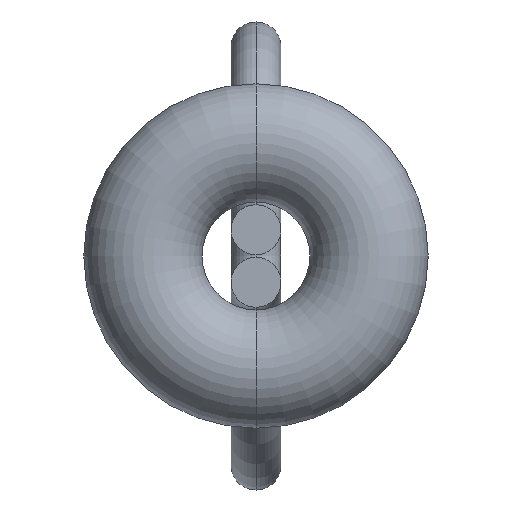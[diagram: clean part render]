
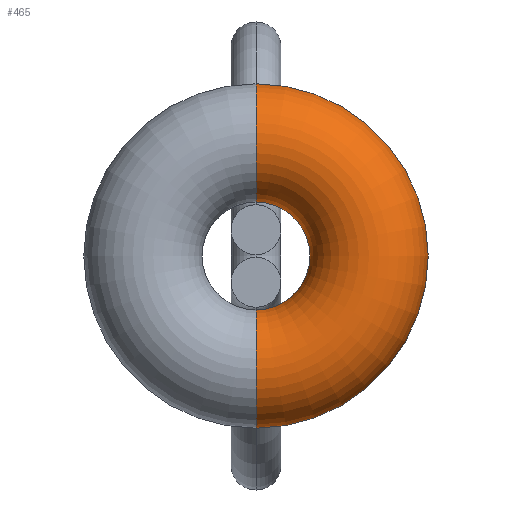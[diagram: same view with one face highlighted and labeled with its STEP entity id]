
A CAD part, front view. The second image highlights one B-rep face of the part: STEP entity #465.
In plain terms, the highlighted toroidal (fillet/blend) face has major radius 0.86 mm and minor radius 0.45 mm.
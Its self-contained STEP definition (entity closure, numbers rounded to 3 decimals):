
#10 = EDGE_LOOP ( 'NONE', ( #838, #904, #673, #612 ) ) ;
#20 = CARTESIAN_POINT ( 'NONE',  ( 0., 1.675, 0.86 ) ) ;
#48 = VERTEX_POINT ( 'NONE', #260 ) ;
#71 = VERTEX_POINT ( 'NONE', #482 ) ;
#141 = AXIS2_PLACEMENT_3D ( 'NONE', #350, #293, #846 ) ;
#159 = CIRCLE ( 'NONE', #689, 0.41 ) ;
#171 = DIRECTION ( 'NONE',  ( 0., 0., -1. ) ) ;
#175 = EDGE_CURVE ( 'NONE', #799, #71, #575, .T. ) ;
#186 = DIRECTION ( 'NONE',  ( 0., -1., 0. ) ) ;
#198 = DIRECTION ( 'NONE',  ( 0., 0., -1. ) ) ;
#202 = CARTESIAN_POINT ( 'NONE',  ( 0., 1.675, 0. ) ) ;
#245 = DIRECTION ( 'NONE',  ( 1., 0., 0. ) ) ;
#260 = CARTESIAN_POINT ( 'NONE',  ( 0., 1.675, -0.41 ) ) ;
#278 = AXIS2_PLACEMENT_3D ( 'NONE', #202, #616, #552 ) ;
#293 = DIRECTION ( 'NONE',  ( -1., 0., 0. ) ) ;
#299 = AXIS2_PLACEMENT_3D ( 'NONE', #20, #245, #171 ) ;
#303 = EDGE_CURVE ( 'NONE', #799, #48, #544, .T. ) ;
#327 = FACE_OUTER_BOUND ( 'NONE', #10, .T. ) ;
#350 = CARTESIAN_POINT ( 'NONE',  ( 0., 1.675, -0.86 ) ) ;
#383 = DIRECTION ( 'NONE',  ( 0., -1., 0. ) ) ;
#387 = EDGE_CURVE ( 'NONE', #71, #882, #501, .T. ) ;
#465 = ADVANCED_FACE ( 'NONE', ( #327 ), #826, .T. ) ;
#482 = CARTESIAN_POINT ( 'NONE',  ( 0., 1.675, 1.31 ) ) ;
#501 = CIRCLE ( 'NONE', #299, 0.45 ) ;
#529 = CARTESIAN_POINT ( 'NONE',  ( 0., 1.675, 0.41 ) ) ;
#544 = CIRCLE ( 'NONE', #141, 0.45 ) ;
#552 = DIRECTION ( 'NONE',  ( 0., 0., -1. ) ) ;
#554 = AXIS2_PLACEMENT_3D ( 'NONE', #723, #383, #653 ) ;
#575 = CIRCLE ( 'NONE', #554, 1.31 ) ;
#612 = ORIENTED_EDGE ( 'NONE', *, *, #303, .F. ) ;
#616 = DIRECTION ( 'NONE',  ( 0., -1., 0. ) ) ;
#653 = DIRECTION ( 'NONE',  ( 0., 0., -1. ) ) ;
#673 = ORIENTED_EDGE ( 'NONE', *, *, #743, .F. ) ;
#689 = AXIS2_PLACEMENT_3D ( 'NONE', #889, #186, #198 ) ;
#723 = CARTESIAN_POINT ( 'NONE',  ( 0., 1.675, 0. ) ) ;
#743 = EDGE_CURVE ( 'NONE', #48, #882, #159, .T. ) ;
#750 = CARTESIAN_POINT ( 'NONE',  ( 0., 1.675, -1.31 ) ) ;
#799 = VERTEX_POINT ( 'NONE', #750 ) ;
#826 = TOROIDAL_SURFACE ( 'NONE', #278, 0.86, 0.45 ) ;
#838 = ORIENTED_EDGE ( 'NONE', *, *, #175, .T. ) ;
#846 = DIRECTION ( 'NONE',  ( 0., 0., 1. ) ) ;
#882 = VERTEX_POINT ( 'NONE', #529 ) ;
#889 = CARTESIAN_POINT ( 'NONE',  ( 0., 1.675, 0. ) ) ;
#904 = ORIENTED_EDGE ( 'NONE', *, *, #387, .T. ) ;
